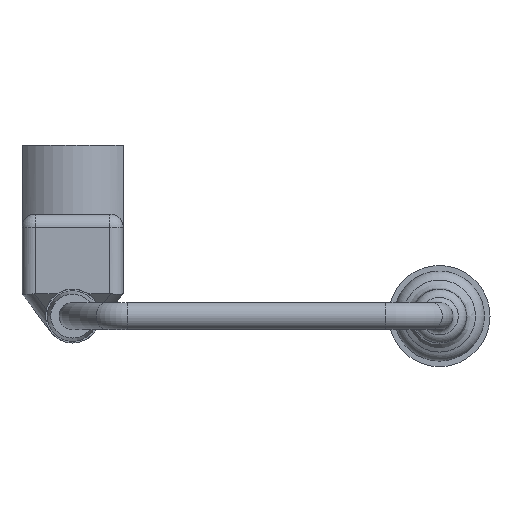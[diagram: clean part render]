
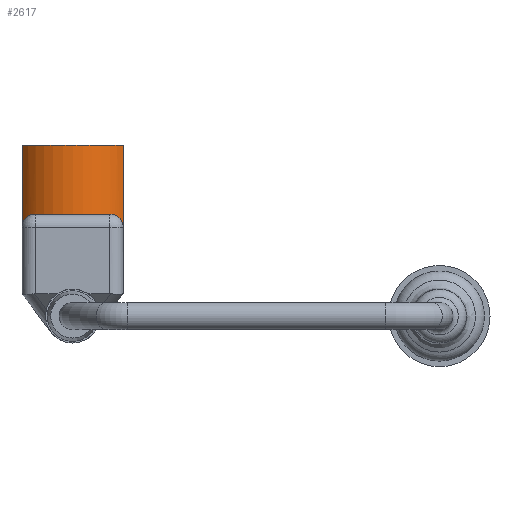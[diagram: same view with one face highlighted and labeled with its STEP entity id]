
A CAD part, front view. The second image highlights one B-rep face of the part: STEP entity #2617.
In plain terms, the highlighted cylindrical face has radius 9 mm (diameter 18 mm), a partial arc.
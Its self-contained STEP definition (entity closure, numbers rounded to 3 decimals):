
#1201=CARTESIAN_POINT('',(-7.5,-4.975,-12.2));
#1202=VERTEX_POINT('',#1201);
#1209=CARTESIAN_POINT('',(-7.5,-4.975,0.0));
#1210=VERTEX_POINT('',#1209);
#1211=CARTESIAN_POINT('',(-7.5,-4.975,-12.2));
#1212=DIRECTION('',(0.0,0.0,1.0));
#1213=VECTOR('',#1212,12.2);
#1214=LINE('',#1211,#1213);
#1215=EDGE_CURVE('',#1202,#1210,#1214,.T.);
#1990=CARTESIAN_POINT('',(7.5,-4.975,-12.2));
#1991=VERTEX_POINT('',#1990);
#1998=CARTESIAN_POINT('',(5.5,-7.124,-10.2));
#1999=VERTEX_POINT('',#1998);
#2000=CARTESIAN_POINT('',(5.5,-7.124,-10.2));
#2001=CARTESIAN_POINT('',(5.598,-7.049,-10.2));
#2002=CARTESIAN_POINT('',(5.695,-6.97,-10.207));
#2003=CARTESIAN_POINT('',(6.022,-6.696,-10.255));
#2004=CARTESIAN_POINT('',(6.24,-6.491,-10.33));
#2005=CARTESIAN_POINT('',(6.605,-6.119,-10.521));
#2006=CARTESIAN_POINT('',(6.785,-5.918,-10.651));
#2007=CARTESIAN_POINT('',(7.098,-5.539,-10.976));
#2008=CARTESIAN_POINT('',(7.231,-5.361,-11.171));
#2009=CARTESIAN_POINT('',(7.377,-5.156,-11.499));
#2010=CARTESIAN_POINT('',(7.423,-5.09,-11.63));
#2011=CARTESIAN_POINT('',(7.484,-4.999,-11.911));
#2012=CARTESIAN_POINT('',(7.5,-4.975,-12.06));
#2013=CARTESIAN_POINT('',(7.5,-4.975,-12.2));
#2014=B_SPLINE_CURVE_WITH_KNOTS('',3,(#2000,#2001,#2002,#2003,#2004,#2005,#2006,#2007,#2008,#2009,#2010,#2011,#2012,#2013),.UNSPECIFIED.,.F.,.U.,(4,2,2,2,2,2,4),(-0.367,-0.333,-0.248,-0.166,-0.084,-0.042,0.0),.UNSPECIFIED.);
#2015=EDGE_CURVE('',#1999,#1991,#2014,.T.);
#2183=CARTESIAN_POINT('',(7.5,-4.975,0.0));
#2184=VERTEX_POINT('',#2183);
#2191=CARTESIAN_POINT('',(7.5,-4.975,0.0));
#2192=DIRECTION('',(0.0,0.0,-1.0));
#2193=VECTOR('',#2192,12.2);
#2194=LINE('',#2191,#2193);
#2195=EDGE_CURVE('',#2184,#1991,#2194,.T.);
#2534=CARTESIAN_POINT('',(-5.5,-7.124,-10.2));
#2535=VERTEX_POINT('',#2534);
#2542=CARTESIAN_POINT('',(-7.5,-4.975,-12.2));
#2543=CARTESIAN_POINT('',(-7.5,-4.975,-12.069));
#2544=CARTESIAN_POINT('',(-7.487,-4.995,-11.94));
#2545=CARTESIAN_POINT('',(-7.438,-5.067,-11.692));
#2546=CARTESIAN_POINT('',(-7.403,-5.119,-11.573));
#2547=CARTESIAN_POINT('',(-7.269,-5.308,-11.237));
#2548=CARTESIAN_POINT('',(-7.144,-5.478,-11.043));
#2549=CARTESIAN_POINT('',(-6.828,-5.87,-10.679));
#2550=CARTESIAN_POINT('',(-6.597,-6.133,-10.503));
#2551=CARTESIAN_POINT('',(-6.076,-6.65,-10.263));
#2552=CARTESIAN_POINT('',(-5.785,-6.904,-10.2));
#2553=CARTESIAN_POINT('',(-5.5,-7.124,-10.2));
#2554=B_SPLINE_CURVE_WITH_KNOTS('',3,(#2542,#2543,#2544,#2545,#2546,#2547,#2548,#2549,#2550,#2551,#2552,#2553),.UNSPECIFIED.,.F.,.U.,(4,2,2,2,2,4),(0.0,0.039,0.078,0.157,0.265,0.373),.UNSPECIFIED.);
#2555=EDGE_CURVE('',#1202,#2535,#2554,.T.);
#2592=CARTESIAN_POINT('',(0.0,0.0,0.0));
#2593=DIRECTION('',(0.0,0.0,1.0));
#2594=DIRECTION('',(1.0,0.0,0.0));
#2595=AXIS2_PLACEMENT_3D('',#2592,#2593,#2594);
#2596=CYLINDRICAL_SURFACE('',#2595,9.0);
#2597=ORIENTED_EDGE('',*,*,#2195,.F.);
#2598=CARTESIAN_POINT('',(0.0,0.0,0.0));
#2599=DIRECTION('',(0.0,0.0,-1.0));
#2600=DIRECTION('',(0.833,-0.553,0.0));
#2601=AXIS2_PLACEMENT_3D('',#2598,#2599,#2600);
#2602=CIRCLE('',#2601,9.);
#2603=EDGE_CURVE('',#2184,#1210,#2602,.T.);
#2604=ORIENTED_EDGE('',*,*,#2603,.T.);
#2605=ORIENTED_EDGE('',*,*,#1215,.F.);
#2606=ORIENTED_EDGE('',*,*,#2555,.T.);
#2607=CARTESIAN_POINT('',(0.0,0.0,-10.2));
#2608=DIRECTION('',(0.0,0.0,-1.0));
#2609=DIRECTION('',(0.611,-0.792,0.0));
#2610=AXIS2_PLACEMENT_3D('',#2607,#2608,#2609);
#2611=CIRCLE('',#2610,9.0);
#2612=EDGE_CURVE('',#1999,#2535,#2611,.T.);
#2613=ORIENTED_EDGE('',*,*,#2612,.F.);
#2614=ORIENTED_EDGE('',*,*,#2015,.T.);
#2615=EDGE_LOOP('',(#2597,#2604,#2605,#2606,#2613,#2614));
#2616=FACE_OUTER_BOUND('',#2615,.T.);
#2617=ADVANCED_FACE('',(#2616),#2596,.T.);
